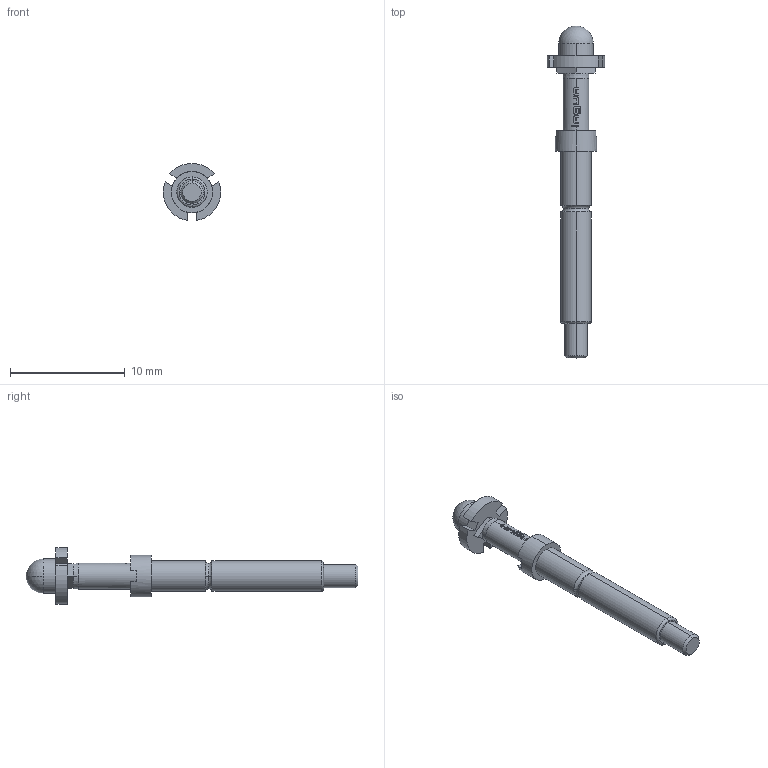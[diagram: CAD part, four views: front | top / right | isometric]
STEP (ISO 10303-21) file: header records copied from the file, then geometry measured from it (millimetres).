
FILE_DESCRIPTION (( 'STEP AP203' ), '1' );
FILE_NAME ('INGUN_T-888_305_300_260_500Axx02M.STEP', '2022-02-10T11:00:47', ( 'ochi' ), ( '' ), 'SwSTEP 2.0', 'SolidWorks 2018', '' );
FILE_SCHEMA (( 'CONFIG_CONTROL_DESIGN' ));
Length unit declared in the file: millimetre
Products named in the file (1): INGUN_T-888_305_300_260_500Axx02M
Bounding box: 5 x 28.9 x 4.96 mm (x, y, z)
Volume: 162.6 mm3; surface area: 291.8 mm2
Topology: 1 solids, 1 shells, 131 faces, 364 edges, 237 vertices
Faces by surface type: plane 72, cylinder 25, bspline 22, torus 6, cone 4, sphere 2
Entity records: 4557 total; most frequent: CARTESIAN_POINT 1251, ORIENTED_EDGE 724, DIRECTION 622, EDGE_CURVE 362, VERTEX_POINT 237, AXIS2_PLACEMENT_3D 236, LINE 150, VECTOR 150
